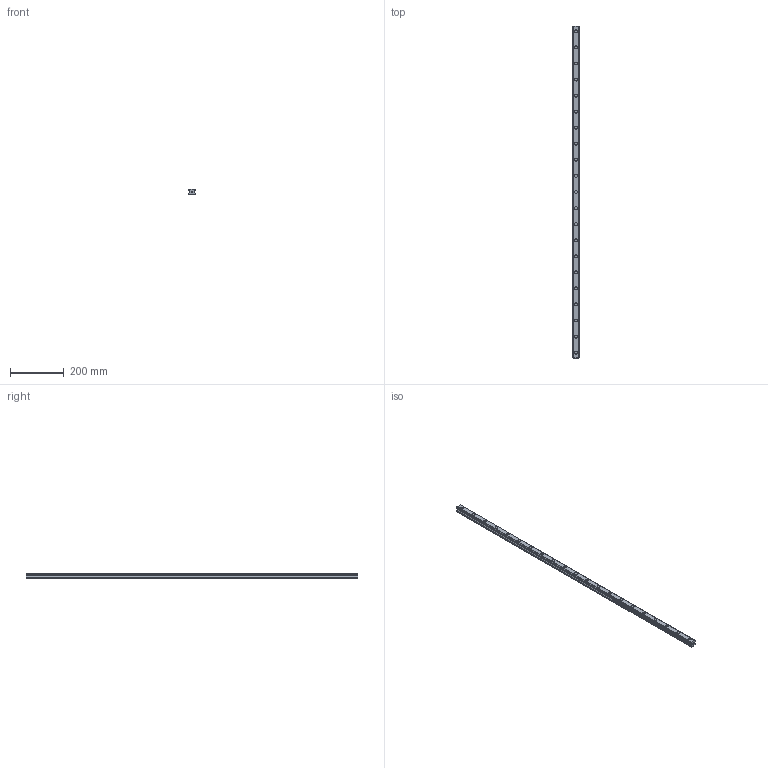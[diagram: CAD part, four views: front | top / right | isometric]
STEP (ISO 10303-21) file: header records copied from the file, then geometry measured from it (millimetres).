
FILE_DESCRIPTION(('STEP AP214'),'1');
FILE_NAME('cctmp_BE211060-6DE7-4638-8CFF-3660E52F307B_2020_5_28_10_43_30_935..stp','2020-05-28T08:43:31',('HIWIN GmbH'),('CADClick - www.CADClick.com'),'Spatial InterOp 3D',' ','unknown authorization');
FILE_SCHEMA(('AUTOMOTIVE_DESIGN'));
Length unit declared in the file: millimetre
Products named in the file (1): HGR25R1240H_FILE
Bounding box: 23 x 1240 x 22 mm (x, y, z)
Volume: 515093.4 mm3; surface area: 128110.4 mm2
Topology: 1 solids, 1 shells, 363 faces, 945 edges, 630 vertices
Faces by surface type: plane 215, cylinder 148
Entity records: 14271 total; most frequent: DIRECTION 2137, CARTESIAN_POINT 1939, ORIENTED_EDGE 1890, EDGE_CURVE 945, AXIS2_PLACEMENT_3D 828, VERTEX_POINT 630, LINE 481, VECTOR 481
